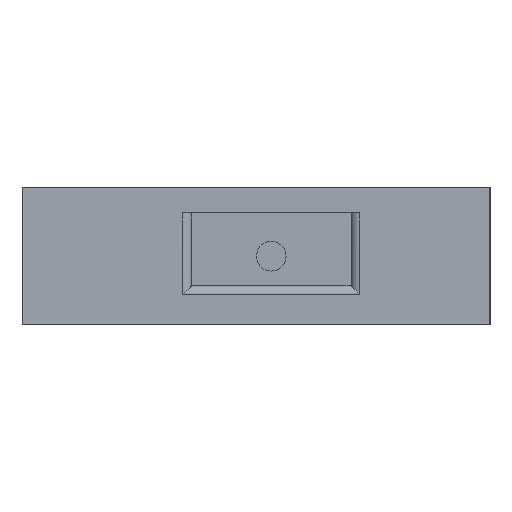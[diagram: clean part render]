
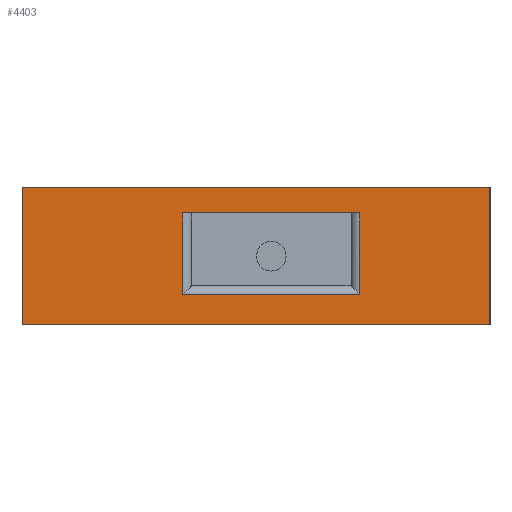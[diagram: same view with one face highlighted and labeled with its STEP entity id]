
A CAD part, left-side view. The second image highlights one B-rep face of the part: STEP entity #4403.
In plain terms, the highlighted planar face has unit normal (-1, 0, 0).
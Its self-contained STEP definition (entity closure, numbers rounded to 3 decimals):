
#188 = CARTESIAN_POINT ( 'NONE',  ( -83.458, 23.289, -22.936 ) ) ;
#244 = VECTOR ( 'NONE', #1455, 1000. ) ;
#263 = CARTESIAN_POINT ( 'NONE',  ( -83.458, 23.289, -5. ) ) ;
#324 = DIRECTION ( 'NONE',  ( 0., 0., -1. ) ) ;
#413 = FACE_BOUND ( 'NONE', #7396, .T. ) ;
#498 = PLANE ( 'NONE',  #1958 ) ;
#664 = LINE ( 'NONE', #9140, #8519 ) ;
#936 = ORIENTED_EDGE ( 'NONE', *, *, #7769, .T. ) ;
#1017 = LINE ( 'NONE', #6741, #5973 ) ;
#1070 = EDGE_CURVE ( 'NONE', #2147, #8500, #1759, .T. ) ;
#1166 = VECTOR ( 'NONE', #5370, 1000. ) ;
#1455 = DIRECTION ( 'NONE',  ( 0., 0., 1. ) ) ;
#1595 = ORIENTED_EDGE ( 'NONE', *, *, #5997, .T. ) ;
#1759 = LINE ( 'NONE', #5417, #1166 ) ;
#1768 = DIRECTION ( 'NONE',  ( 0., 1., 0. ) ) ;
#1902 = CARTESIAN_POINT ( 'NONE',  ( -83.458, 58.552, 0.6 ) ) ;
#1958 = AXIS2_PLACEMENT_3D ( 'NONE', #3367, #6785, #1768 ) ;
#1984 = ORIENTED_EDGE ( 'NONE', *, *, #5270, .T. ) ;
#2147 = VERTEX_POINT ( 'NONE', #3701 ) ;
#2163 = LINE ( 'NONE', #5030, #244 ) ;
#2225 = CARTESIAN_POINT ( 'NONE',  ( -83.458, -44.148, -29.5 ) ) ;
#2312 = DIRECTION ( 'NONE',  ( 0., 1., 0. ) ) ;
#2482 = LINE ( 'NONE', #3055, #6127 ) ;
#2555 = EDGE_LOOP ( 'NONE', ( #5610, #4223, #5431, #3889 ) ) ;
#2561 = CARTESIAN_POINT ( 'NONE',  ( -83.458, -15.584, 0.6 ) ) ;
#2646 = VERTEX_POINT ( 'NONE', #8120 ) ;
#2868 = EDGE_CURVE ( 'NONE', #7139, #2646, #664, .T. ) ;
#3055 = CARTESIAN_POINT ( 'NONE',  ( -83.458, 58.552, -22.936 ) ) ;
#3274 = DIRECTION ( 'NONE',  ( 0., 0., -1. ) ) ;
#3367 = CARTESIAN_POINT ( 'NONE',  ( -83.458, 58.552, 0.6 ) ) ;
#3404 = VERTEX_POINT ( 'NONE', #5511 ) ;
#3486 = EDGE_CURVE ( 'NONE', #8270, #2646, #7882, .T. ) ;
#3701 = CARTESIAN_POINT ( 'NONE',  ( -83.458, -15.584, -5. ) ) ;
#3793 = CARTESIAN_POINT ( 'NONE',  ( -83.458, 58.552, 0.6 ) ) ;
#3889 = ORIENTED_EDGE ( 'NONE', *, *, #2868, .T. ) ;
#3927 = DIRECTION ( 'NONE',  ( 0., -1., 0. ) ) ;
#4223 = ORIENTED_EDGE ( 'NONE', *, *, #8230, .F. ) ;
#4403 = ADVANCED_FACE ( 'NONE', ( #413, #6036 ), #498, .F. ) ;
#4765 = LINE ( 'NONE', #2561, #9055 ) ;
#4775 = CARTESIAN_POINT ( 'NONE',  ( -83.458, -44.148, -29.5 ) ) ;
#4990 = DIRECTION ( 'NONE',  ( 0., 0., -1. ) ) ;
#5030 = CARTESIAN_POINT ( 'NONE',  ( -83.458, 23.289, 0.6 ) ) ;
#5270 = EDGE_CURVE ( 'NONE', #2147, #3404, #4765, .T. ) ;
#5370 = DIRECTION ( 'NONE',  ( 0., 1., 0. ) ) ;
#5417 = CARTESIAN_POINT ( 'NONE',  ( -83.458, 21.352, -5. ) ) ;
#5431 = ORIENTED_EDGE ( 'NONE', *, *, #8674, .F. ) ;
#5511 = CARTESIAN_POINT ( 'NONE',  ( -83.458, -15.584, -22.936 ) ) ;
#5610 = ORIENTED_EDGE ( 'NONE', *, *, #3486, .F. ) ;
#5973 = VECTOR ( 'NONE', #324, 1000. ) ;
#5997 = EDGE_CURVE ( 'NONE', #8111, #8500, #2163, .T. ) ;
#6036 = FACE_OUTER_BOUND ( 'NONE', #2555, .T. ) ;
#6127 = VECTOR ( 'NONE', #8841, 1000. ) ;
#6292 = ORIENTED_EDGE ( 'NONE', *, *, #1070, .F. ) ;
#6734 = VECTOR ( 'NONE', #3927, 1000. ) ;
#6741 = CARTESIAN_POINT ( 'NONE',  ( -83.458, -44.148, 0.6 ) ) ;
#6785 = DIRECTION ( 'NONE',  ( 1., 0., 0. ) ) ;
#7139 = VERTEX_POINT ( 'NONE', #3793 ) ;
#7150 = VERTEX_POINT ( 'NONE', #7888 ) ;
#7352 = VECTOR ( 'NONE', #2312, 1000. ) ;
#7396 = EDGE_LOOP ( 'NONE', ( #1595, #6292, #1984, #936 ) ) ;
#7769 = EDGE_CURVE ( 'NONE', #3404, #8111, #2482, .T. ) ;
#7882 = LINE ( 'NONE', #2225, #7352 ) ;
#7888 = CARTESIAN_POINT ( 'NONE',  ( -83.458, -44.148, 0.6 ) ) ;
#8111 = VERTEX_POINT ( 'NONE', #188 ) ;
#8120 = CARTESIAN_POINT ( 'NONE',  ( -83.458, 58.552, -29.5 ) ) ;
#8230 = EDGE_CURVE ( 'NONE', #7150, #8270, #1017, .T. ) ;
#8270 = VERTEX_POINT ( 'NONE', #4775 ) ;
#8500 = VERTEX_POINT ( 'NONE', #263 ) ;
#8519 = VECTOR ( 'NONE', #4990, 1000. ) ;
#8674 = EDGE_CURVE ( 'NONE', #7139, #7150, #9002, .T. ) ;
#8841 = DIRECTION ( 'NONE',  ( 0., 1., 0. ) ) ;
#9002 = LINE ( 'NONE', #1902, #6734 ) ;
#9055 = VECTOR ( 'NONE', #3274, 1000. ) ;
#9140 = CARTESIAN_POINT ( 'NONE',  ( -83.458, 58.552, 0.6 ) ) ;
